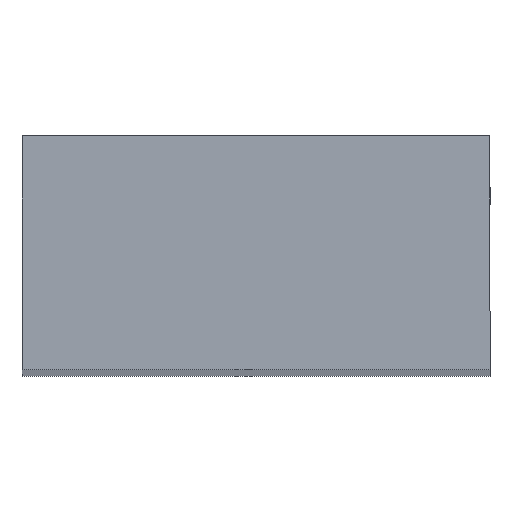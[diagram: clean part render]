
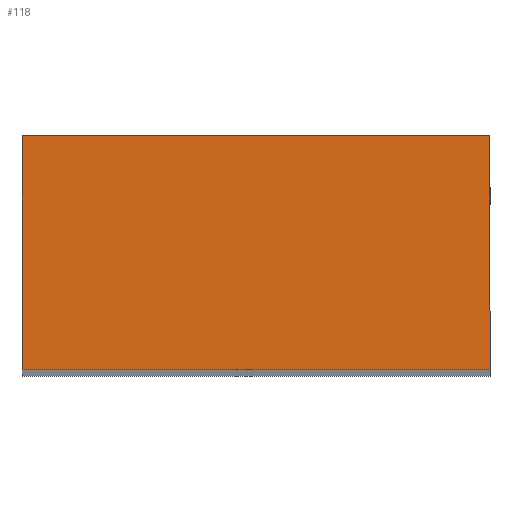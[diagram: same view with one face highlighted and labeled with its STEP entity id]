
A CAD part, top view. The second image highlights one B-rep face of the part: STEP entity #118.
In plain terms, the highlighted planar face has unit normal (0, 0, 1).
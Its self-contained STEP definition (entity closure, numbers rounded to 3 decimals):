
#6 = VECTOR ( 'NONE', #180, 1000. ) ;
#12 = DIRECTION ( 'NONE',  ( -1., 0., 0. ) ) ;
#29 = EDGE_CURVE ( 'NONE', #112, #167, #309, .T. ) ;
#30 = CARTESIAN_POINT ( 'NONE',  ( -14.062, 6.552, 160. ) ) ;
#34 = LINE ( 'NONE', #336, #125 ) ;
#40 = AXIS2_PLACEMENT_3D ( 'NONE', #179, #154, #330 ) ;
#47 = CARTESIAN_POINT ( 'NONE',  ( -34.062, 16.552, 160. ) ) ;
#48 = VERTEX_POINT ( 'NONE', #30 ) ;
#58 = DIRECTION ( 'NONE',  ( 0., 1., 0. ) ) ;
#66 = EDGE_CURVE ( 'NONE', #167, #90, #306, .T. ) ;
#90 = VERTEX_POINT ( 'NONE', #143 ) ;
#100 = CARTESIAN_POINT ( 'NONE',  ( -14.062, 16.552, 160. ) ) ;
#101 = CARTESIAN_POINT ( 'NONE',  ( -34.062, 6.552, 160. ) ) ;
#104 = ORIENTED_EDGE ( 'NONE', *, *, #66, .T. ) ;
#110 = CARTESIAN_POINT ( 'NONE',  ( -34.062, 16.552, 160. ) ) ;
#111 = LINE ( 'NONE', #193, #328 ) ;
#112 = VERTEX_POINT ( 'NONE', #100 ) ;
#118 = ADVANCED_FACE ( 'NONE', ( #201 ), #196, .F. ) ;
#125 = VECTOR ( 'NONE', #58, 1000. ) ;
#143 = CARTESIAN_POINT ( 'NONE',  ( -34.062, 6.552, 160. ) ) ;
#154 = DIRECTION ( 'NONE',  ( 0., 0., -1. ) ) ;
#166 = ORIENTED_EDGE ( 'NONE', *, *, #200, .T. ) ;
#167 = VERTEX_POINT ( 'NONE', #110 ) ;
#179 = CARTESIAN_POINT ( 'NONE',  ( 0., 0., 160. ) ) ;
#180 = DIRECTION ( 'NONE',  ( 0., -1., 0. ) ) ;
#182 = VECTOR ( 'NONE', #12, 1000. ) ;
#193 = CARTESIAN_POINT ( 'NONE',  ( -34.062, 6.552, 160. ) ) ;
#196 = PLANE ( 'NONE',  #40 ) ;
#200 = EDGE_CURVE ( 'NONE', #90, #48, #111, .T. ) ;
#201 = FACE_OUTER_BOUND ( 'NONE', #220, .T. ) ;
#205 = DIRECTION ( 'NONE',  ( 1., 0., 0. ) ) ;
#220 = EDGE_LOOP ( 'NONE', ( #104, #166, #222, #286 ) ) ;
#222 = ORIENTED_EDGE ( 'NONE', *, *, #226, .T. ) ;
#226 = EDGE_CURVE ( 'NONE', #48, #112, #34, .T. ) ;
#286 = ORIENTED_EDGE ( 'NONE', *, *, #29, .T. ) ;
#306 = LINE ( 'NONE', #101, #6 ) ;
#309 = LINE ( 'NONE', #47, #182 ) ;
#328 = VECTOR ( 'NONE', #205, 1000. ) ;
#330 = DIRECTION ( 'NONE',  ( -1., 0., 0. ) ) ;
#336 = CARTESIAN_POINT ( 'NONE',  ( -14.062, 6.552, 160. ) ) ;
